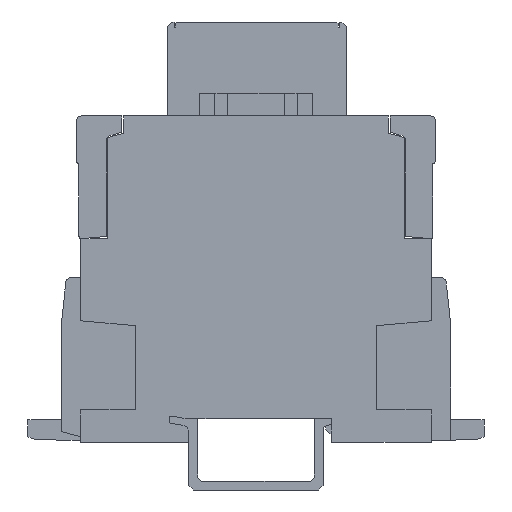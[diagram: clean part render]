
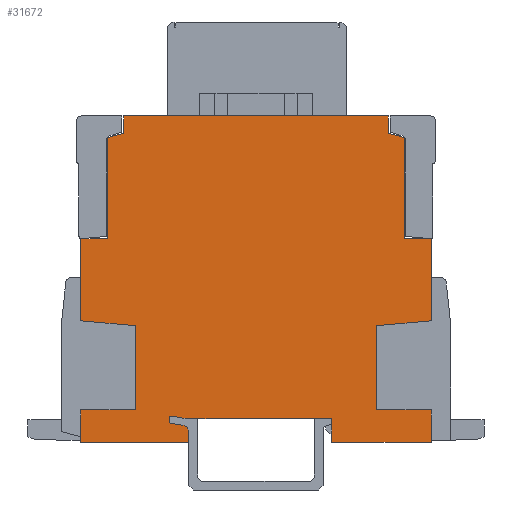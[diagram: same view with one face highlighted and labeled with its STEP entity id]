
A CAD part, left-side view. The second image highlights one B-rep face of the part: STEP entity #31672.
In plain terms, the highlighted planar face has unit normal (-1, 0, 0).
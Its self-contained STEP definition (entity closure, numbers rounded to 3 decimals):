
#30709=CARTESIAN_POINT('',(20.0,-34.3,81.442));
#30710=VERTEX_POINT('',#30709);
#30717=CARTESIAN_POINT('',(20.0,-34.3,58.058));
#30718=VERTEX_POINT('',#30717);
#30719=CARTESIAN_POINT('',(20.0,-34.3,81.442));
#30720=DIRECTION('',(0.0,0.0,-1.0));
#30721=VECTOR('',#30720,23.384);
#30722=LINE('',#30719,#30721);
#30723=EDGE_CURVE('',#30710,#30718,#30722,.T.);
#30873=CARTESIAN_POINT('',(20.0,34.3,58.058));
#30874=VERTEX_POINT('',#30873);
#30881=CARTESIAN_POINT('',(20.0,34.3,81.442));
#30882=VERTEX_POINT('',#30881);
#30883=CARTESIAN_POINT('',(20.0,34.3,58.058));
#30884=DIRECTION('',(0.0,0.0,1.0));
#30885=VECTOR('',#30884,23.384);
#30886=LINE('',#30883,#30885);
#30887=EDGE_CURVE('',#30874,#30882,#30886,.T.);
#30938=CARTESIAN_POINT('',(20.0,30.6,82.433));
#30939=VERTEX_POINT('',#30938);
#30940=CARTESIAN_POINT('',(20.0,34.3,81.442));
#30941=DIRECTION('',(0.0,-0.966,0.259));
#30942=VECTOR('',#30941,3.83);
#30943=LINE('',#30940,#30942);
#30944=EDGE_CURVE('',#30882,#30939,#30943,.T.);
#30979=CARTESIAN_POINT('',(20.0,27.899,37.959));
#30980=VERTEX_POINT('',#30979);
#30987=CARTESIAN_POINT('',(20.0,40.5,39.109));
#30988=VERTEX_POINT('',#30987);
#30989=CARTESIAN_POINT('',(20.0,27.899,37.959));
#30990=DIRECTION('',(0.,0.996,0.091));
#30991=VECTOR('',#30990,12.652);
#30992=LINE('',#30989,#30991);
#30993=EDGE_CURVE('',#30980,#30988,#30992,.T.);
#31017=CARTESIAN_POINT('',(20.0,27.899,18.5));
#31018=VERTEX_POINT('',#31017);
#31025=CARTESIAN_POINT('',(20.0,27.899,18.5));
#31026=DIRECTION('',(0.0,0.0,1.0));
#31027=VECTOR('',#31026,19.459);
#31028=LINE('',#31025,#31027);
#31029=EDGE_CURVE('',#31018,#30980,#31028,.T.);
#31048=CARTESIAN_POINT('',(20.0,40.5,18.5));
#31049=VERTEX_POINT('',#31048);
#31056=CARTESIAN_POINT('',(20.0,40.5,18.5));
#31057=DIRECTION('',(0.0,-1.0,0.0));
#31058=VECTOR('',#31057,12.6);
#31059=LINE('',#31056,#31058);
#31060=EDGE_CURVE('',#31049,#31018,#31059,.T.);
#31079=CARTESIAN_POINT('',(20.0,40.5,11.));
#31080=VERTEX_POINT('',#31079);
#31087=CARTESIAN_POINT('',(20.0,40.5,11.));
#31088=DIRECTION('',(0.0,0.0,1.0));
#31089=VECTOR('',#31088,7.501);
#31090=LINE('',#31087,#31089);
#31091=EDGE_CURVE('',#31080,#31049,#31090,.T.);
#31110=CARTESIAN_POINT('',(20.0,15.5,11.));
#31111=VERTEX_POINT('',#31110);
#31118=CARTESIAN_POINT('',(20.0,15.5,11.));
#31119=DIRECTION('',(0.0,1.0,0.0));
#31120=VECTOR('',#31119,25.);
#31121=LINE('',#31118,#31120);
#31122=EDGE_CURVE('',#31111,#31080,#31121,.T.);
#31141=CARTESIAN_POINT('',(20.0,15.5,16.499));
#31142=VERTEX_POINT('',#31141);
#31149=CARTESIAN_POINT('',(20.0,15.5,16.499));
#31150=DIRECTION('',(0.0,0.0,-1.0));
#31151=VECTOR('',#31150,5.5);
#31152=LINE('',#31149,#31151);
#31153=EDGE_CURVE('',#31142,#31111,#31152,.T.);
#31172=CARTESIAN_POINT('',(20.0,-17.5,16.499));
#31173=VERTEX_POINT('',#31172);
#31180=CARTESIAN_POINT('',(20.0,-17.5,16.499));
#31181=DIRECTION('',(0.0,1.0,0.0));
#31182=VECTOR('',#31181,33.);
#31183=LINE('',#31180,#31182);
#31184=EDGE_CURVE('',#31173,#31142,#31183,.T.);
#31203=CARTESIAN_POINT('',(20.0,-17.5,11.));
#31204=VERTEX_POINT('',#31203);
#31211=CARTESIAN_POINT('',(20.0,-17.5,11.));
#31212=DIRECTION('',(0.0,0.0,1.0));
#31213=VECTOR('',#31212,5.5);
#31214=LINE('',#31211,#31213);
#31215=EDGE_CURVE('',#31204,#31173,#31214,.T.);
#31234=CARTESIAN_POINT('',(20.0,-40.5,11.));
#31235=VERTEX_POINT('',#31234);
#31242=CARTESIAN_POINT('',(20.0,-40.5,11.));
#31243=DIRECTION('',(0.0,1.0,0.0));
#31244=VECTOR('',#31243,23.);
#31245=LINE('',#31242,#31244);
#31246=EDGE_CURVE('',#31235,#31204,#31245,.T.);
#31265=CARTESIAN_POINT('',(20.0,-40.5,18.5));
#31266=VERTEX_POINT('',#31265);
#31273=CARTESIAN_POINT('',(20.0,-40.5,18.5));
#31274=DIRECTION('',(0.0,0.0,-1.0));
#31275=VECTOR('',#31274,7.501);
#31276=LINE('',#31273,#31275);
#31277=EDGE_CURVE('',#31266,#31235,#31276,.T.);
#31296=CARTESIAN_POINT('',(20.0,-27.9,18.5));
#31297=VERTEX_POINT('',#31296);
#31304=CARTESIAN_POINT('',(20.0,-27.9,18.5));
#31305=DIRECTION('',(0.0,-1.0,0.0));
#31306=VECTOR('',#31305,12.6);
#31307=LINE('',#31304,#31306);
#31308=EDGE_CURVE('',#31297,#31266,#31307,.T.);
#31327=CARTESIAN_POINT('',(20.0,-27.9,37.959));
#31328=VERTEX_POINT('',#31327);
#31335=CARTESIAN_POINT('',(20.0,-27.9,37.959));
#31336=DIRECTION('',(0.0,0.0,-1.0));
#31337=VECTOR('',#31336,19.459);
#31338=LINE('',#31335,#31337);
#31339=EDGE_CURVE('',#31328,#31297,#31338,.T.);
#31358=CARTESIAN_POINT('',(20.0,-40.5,39.109));
#31359=VERTEX_POINT('',#31358);
#31366=CARTESIAN_POINT('',(20.0,-40.5,39.109));
#31367=DIRECTION('',(0.,0.996,-0.091));
#31368=VECTOR('',#31367,12.652);
#31369=LINE('',#31366,#31368);
#31370=EDGE_CURVE('',#31359,#31328,#31369,.T.);
#31389=CARTESIAN_POINT('',(20.0,-40.5,58.058));
#31390=VERTEX_POINT('',#31389);
#31397=CARTESIAN_POINT('',(20.0,-40.5,58.058));
#31398=DIRECTION('',(0.0,0.0,-1.0));
#31399=VECTOR('',#31398,18.949);
#31400=LINE('',#31397,#31399);
#31401=EDGE_CURVE('',#31390,#31359,#31400,.T.);
#31423=CARTESIAN_POINT('',(20.0,-40.5,58.058));
#31424=DIRECTION('',(0.0,1.0,0.0));
#31425=VECTOR('',#31424,6.2);
#31426=LINE('',#31423,#31425);
#31427=EDGE_CURVE('',#31390,#30718,#31426,.T.);
#31448=CARTESIAN_POINT('',(20.0,-30.6,82.433));
#31449=VERTEX_POINT('',#31448);
#31456=CARTESIAN_POINT('',(20.0,-30.6,82.433));
#31457=DIRECTION('',(0.0,-0.966,-0.259));
#31458=VECTOR('',#31457,3.83);
#31459=LINE('',#31456,#31458);
#31460=EDGE_CURVE('',#31449,#30710,#31459,.T.);
#31481=CARTESIAN_POINT('',(20.0,-30.6,86.428));
#31482=VERTEX_POINT('',#31481);
#31489=CARTESIAN_POINT('',(20.0,-30.6,86.428));
#31490=DIRECTION('',(0.0,0.0,-1.0));
#31491=VECTOR('',#31490,3.995);
#31492=LINE('',#31489,#31491);
#31493=EDGE_CURVE('',#31482,#31449,#31492,.T.);
#31512=CARTESIAN_POINT('',(20.0,30.6,86.433));
#31513=VERTEX_POINT('',#31512);
#31520=CARTESIAN_POINT('',(20.0,30.6,86.433));
#31521=DIRECTION('',(0.,-1.,0.));
#31522=VECTOR('',#31521,61.2);
#31523=LINE('',#31520,#31522);
#31524=EDGE_CURVE('',#31513,#31482,#31523,.T.);
#31542=CARTESIAN_POINT('',(20.0,30.6,82.433));
#31543=DIRECTION('',(0.0,0.0,1.0));
#31544=VECTOR('',#31543,4.);
#31545=LINE('',#31542,#31544);
#31546=EDGE_CURVE('',#30939,#31513,#31545,.T.);
#31565=CARTESIAN_POINT('',(20.0,40.5,58.058));
#31566=VERTEX_POINT('',#31565);
#31573=CARTESIAN_POINT('',(20.0,40.5,58.058));
#31574=DIRECTION('',(0.0,-1.0,0.0));
#31575=VECTOR('',#31574,6.2);
#31576=LINE('',#31573,#31575);
#31577=EDGE_CURVE('',#31566,#30874,#31576,.T.);
#31599=CARTESIAN_POINT('',(20.0,40.5,58.058));
#31600=DIRECTION('',(0.0,0.0,-1.0));
#31601=VECTOR('',#31600,18.949);
#31602=LINE('',#31599,#31601);
#31603=EDGE_CURVE('',#31566,#30988,#31602,.T.);
#31641=CARTESIAN_POINT('',(20.0,0.,55.558));
#31642=DIRECTION('',(-1.0,0.0,0.0));
#31643=DIRECTION('',(0.0,0.0,1.0));
#31644=AXIS2_PLACEMENT_3D('',#31641,#31642,#31643);
#31645=PLANE('',#31644);
#31646=ORIENTED_EDGE('',*,*,#31603,.T.);
#31647=ORIENTED_EDGE('',*,*,#30993,.F.);
#31648=ORIENTED_EDGE('',*,*,#31029,.F.);
#31649=ORIENTED_EDGE('',*,*,#31060,.F.);
#31650=ORIENTED_EDGE('',*,*,#31091,.F.);
#31651=ORIENTED_EDGE('',*,*,#31122,.F.);
#31652=ORIENTED_EDGE('',*,*,#31153,.F.);
#31653=ORIENTED_EDGE('',*,*,#31184,.F.);
#31654=ORIENTED_EDGE('',*,*,#31215,.F.);
#31655=ORIENTED_EDGE('',*,*,#31246,.F.);
#31656=ORIENTED_EDGE('',*,*,#31277,.F.);
#31657=ORIENTED_EDGE('',*,*,#31308,.F.);
#31658=ORIENTED_EDGE('',*,*,#31339,.F.);
#31659=ORIENTED_EDGE('',*,*,#31370,.F.);
#31660=ORIENTED_EDGE('',*,*,#31401,.F.);
#31661=ORIENTED_EDGE('',*,*,#31427,.T.);
#31662=ORIENTED_EDGE('',*,*,#30723,.F.);
#31663=ORIENTED_EDGE('',*,*,#31460,.F.);
#31664=ORIENTED_EDGE('',*,*,#31493,.F.);
#31665=ORIENTED_EDGE('',*,*,#31524,.F.);
#31666=ORIENTED_EDGE('',*,*,#31546,.F.);
#31667=ORIENTED_EDGE('',*,*,#30944,.F.);
#31668=ORIENTED_EDGE('',*,*,#30887,.F.);
#31669=ORIENTED_EDGE('',*,*,#31577,.F.);
#31670=EDGE_LOOP('',(#31646,#31647,#31648,#31649,#31650,#31651,#31652,#31653,#31654,#31655,#31656,#31657,#31658,#31659,#31660,#31661,#31662,#31663,#31664,#31665,#31666,#31667,#31668,#31669));
#31671=FACE_OUTER_BOUND('',#31670,.T.);
#31672=ADVANCED_FACE('',(#31671),#31645,.T.);
